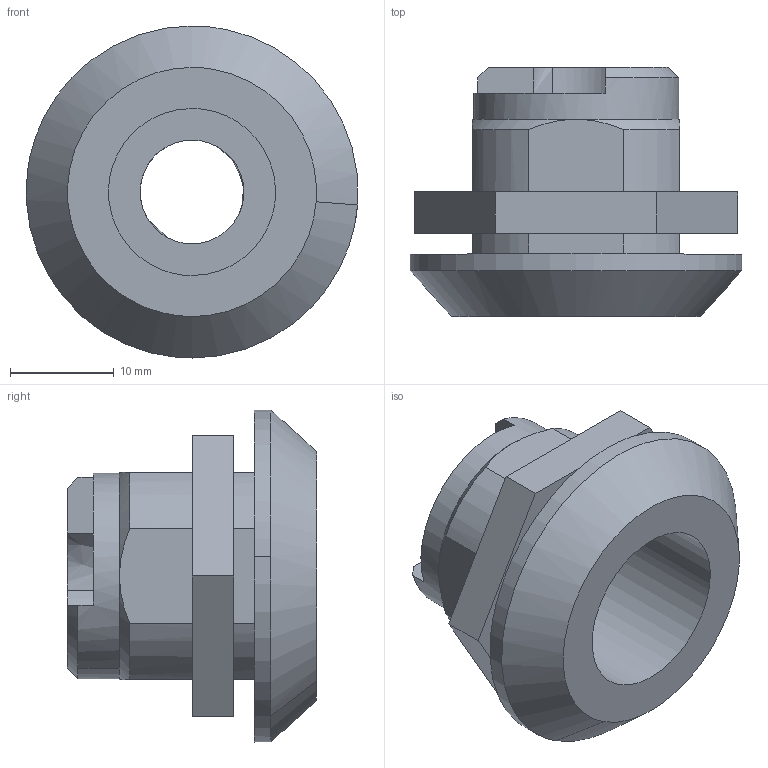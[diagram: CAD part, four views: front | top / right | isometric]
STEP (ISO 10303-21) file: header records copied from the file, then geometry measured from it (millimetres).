
FILE_DESCRIPTION((''),'2;1');
FILE_NAME('','2006-10-27T18:50:47',(''),(''),'','CADfix','');
FILE_SCHEMA(('AUTOMOTIVE_DESIGN'));
Length unit declared in the file: millimetre
Products named in the file (3): nut; housing; TEA_1000_U7_12441_36
Assembly tree (2 placements, depth 2):
  TEA_1000_U7_12441_36
    nut
    housing
Bounding box: 31.95 x 24 x 32 mm (x, y, z)
Volume: 6850.8 mm3; surface area: 5106 mm2
Topology: 2 solids, 2 shells, 41 faces, 119 edges, 84 vertices
Faces by surface type: bspline 41
Entity records: 1528 total; most frequent: CARTESIAN_POINT 794, ORIENTED_EDGE 238, EDGE_CURVE 119, VERTEX_POINT 84, QUASI_UNIFORM_CURVE 52, EDGE_LOOP 47, FACE_OUTER_BOUND 41, ADVANCED_FACE 41
